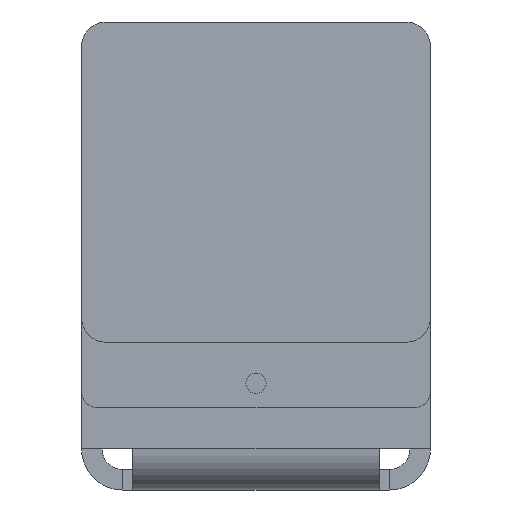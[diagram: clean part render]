
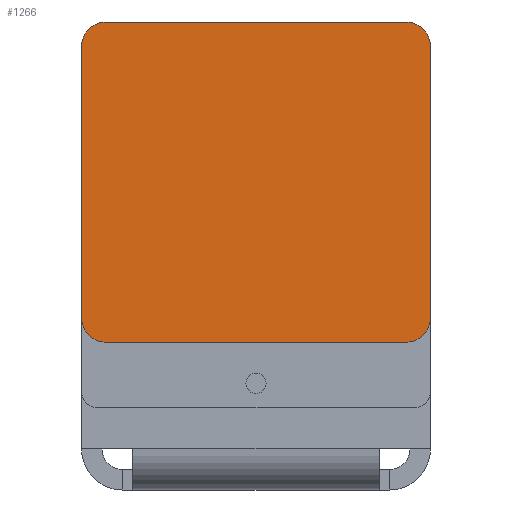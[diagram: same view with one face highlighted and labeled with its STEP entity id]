
A CAD part, left-side view. The second image highlights one B-rep face of the part: STEP entity #1266.
In plain terms, the highlighted planar face has unit normal (-1, 0, 0).
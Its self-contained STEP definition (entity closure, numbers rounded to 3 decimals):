
#18=PLANE('',#1371);
#77=FACE_OUTER_BOUND('',#160,.T.);
#160=EDGE_LOOP('',(#871,#872,#873,#874,#875,#876,#877,#878));
#245=LINE('',#1920,#382);
#248=LINE('',#1926,#385);
#249=LINE('',#1930,#386);
#250=LINE('',#1934,#387);
#382=VECTOR('',#1513,10.);
#385=VECTOR('',#1518,10.);
#386=VECTOR('',#1521,10.);
#387=VECTOR('',#1524,10.);
#517=CIRCLE('',#1368,3.);
#519=CIRCLE('',#1372,3.);
#520=CIRCLE('',#1373,3.);
#521=CIRCLE('',#1374,3.);
#568=VERTEX_POINT('',#1910);
#569=VERTEX_POINT('',#1911);
#572=VERTEX_POINT('',#1919);
#574=VERTEX_POINT('',#1925);
#575=VERTEX_POINT('',#1927);
#576=VERTEX_POINT('',#1929);
#577=VERTEX_POINT('',#1931);
#578=VERTEX_POINT('',#1933);
#675=EDGE_CURVE('',#568,#569,#517,.T.);
#679=EDGE_CURVE('',#572,#569,#245,.T.);
#682=EDGE_CURVE('',#568,#574,#248,.T.);
#683=EDGE_CURVE('',#575,#574,#519,.T.);
#684=EDGE_CURVE('',#575,#576,#249,.T.);
#685=EDGE_CURVE('',#577,#576,#520,.T.);
#686=EDGE_CURVE('',#577,#578,#250,.T.);
#687=EDGE_CURVE('',#572,#578,#521,.T.);
#871=ORIENTED_EDGE('',*,*,#675,.F.);
#872=ORIENTED_EDGE('',*,*,#682,.T.);
#873=ORIENTED_EDGE('',*,*,#683,.F.);
#874=ORIENTED_EDGE('',*,*,#684,.T.);
#875=ORIENTED_EDGE('',*,*,#685,.F.);
#876=ORIENTED_EDGE('',*,*,#686,.T.);
#877=ORIENTED_EDGE('',*,*,#687,.F.);
#878=ORIENTED_EDGE('',*,*,#679,.T.);
#1266=ADVANCED_FACE('',(#77),#18,.T.);
#1368=AXIS2_PLACEMENT_3D('',#1912,#1505,#1506);
#1371=AXIS2_PLACEMENT_3D('',#1924,#1516,#1517);
#1372=AXIS2_PLACEMENT_3D('',#1928,#1519,#1520);
#1373=AXIS2_PLACEMENT_3D('',#1932,#1522,#1523);
#1374=AXIS2_PLACEMENT_3D('',#1935,#1525,#1526);
#1505=DIRECTION('center_axis',(1.,0.,0.));
#1506=DIRECTION('ref_axis',(0.,-0.707,-0.707));
#1513=DIRECTION('',(0.,-1.,0.));
#1516=DIRECTION('center_axis',(-1.,0.,0.));
#1517=DIRECTION('ref_axis',(0.,0.,1.));
#1518=DIRECTION('',(0.,0.,1.));
#1519=DIRECTION('center_axis',(1.,0.,0.));
#1520=DIRECTION('ref_axis',(0.,-0.707,0.707));
#1521=DIRECTION('',(0.,1.,0.));
#1522=DIRECTION('center_axis',(1.,0.,0.));
#1523=DIRECTION('ref_axis',(0.,0.707,0.707));
#1524=DIRECTION('',(0.,0.,-1.));
#1525=DIRECTION('center_axis',(1.,0.,0.));
#1526=DIRECTION('ref_axis',(0.,0.707,-0.707));
#1910=CARTESIAN_POINT('',(-34.,-21.25,21.));
#1911=CARTESIAN_POINT('',(-34.,-18.25,18.));
#1912=CARTESIAN_POINT('Origin',(-34.,-18.25,21.));
#1919=CARTESIAN_POINT('',(-34.,18.25,18.));
#1920=CARTESIAN_POINT('',(-34.,21.25,18.));
#1924=CARTESIAN_POINT('Origin',(-34.,0.,37.5));
#1925=CARTESIAN_POINT('',(-34.,-21.25,54.));
#1926=CARTESIAN_POINT('',(-34.,-21.25,18.));
#1927=CARTESIAN_POINT('',(-34.,-18.25,57.));
#1928=CARTESIAN_POINT('Origin',(-34.,-18.25,54.));
#1929=CARTESIAN_POINT('',(-34.,18.25,57.));
#1930=CARTESIAN_POINT('',(-34.,-21.25,57.));
#1931=CARTESIAN_POINT('',(-34.,21.25,54.));
#1932=CARTESIAN_POINT('Origin',(-34.,18.25,54.));
#1933=CARTESIAN_POINT('',(-34.,21.25,21.));
#1934=CARTESIAN_POINT('',(-34.,21.25,57.));
#1935=CARTESIAN_POINT('Origin',(-34.,18.25,21.));
